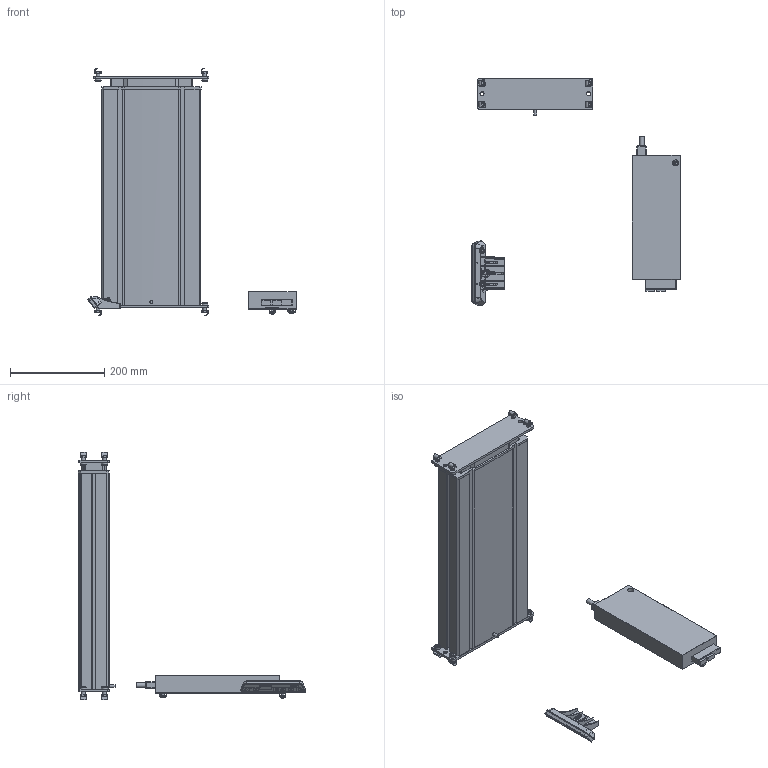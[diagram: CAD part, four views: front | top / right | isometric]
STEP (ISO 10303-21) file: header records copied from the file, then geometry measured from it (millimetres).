
FILE_DESCRIPTION(/* description */ ('ELS-300/490-3500-M-1 leitfähig'),/* implementation_level */ '2;1');
FILE_NAME(/* name */ '321420-1S.stp',/* time_stamp */ '2025-01-21T14:33:17+01:00',/* author */ ('herz'),/* organization */ ('MiniTec GmbH'),/* preprocessor_version */ 'ST-DEVELOPER v20',/* originating_system */ 'Autodesk Inventor 2025',/* authorisation */ '');
FILE_SCHEMA (('AUTOMOTIVE_DESIGN { 1 0 10303 214 3 1 1 }'));
Length unit declared in the file: millimetre
Products named in the file (15): MTW_1-00217491; MTW_1-00217469; FK-00310311; FK-00310312; FK-00310310; 21-1390-0FZ.001; MTW_1-00207857; MTW_1-00202724; FK-00310189; FK-00310188; MTW_1-00313944; leer; 21-1390-2FZ.002; leer_1; leer_2
Assembly tree (24 placements, depth 4):
  MTW_1-00217491
    MTW_1-00217469
      FK-00310311
      FK-00310312
      FK-00310310  x2
    21-1390-0FZ.001  x2
    MTW_1-00207857
      MTW_1-00202724
        FK-00310189
        FK-00310188
    MTW_1-00313944
    leer  x8
      21-1390-2FZ.002
      leer_1
    leer_2  x2
Bounding box: 441.68 x 480.82 x 523.2 mm (x, y, z)
Volume: 3210663.8 mm3; surface area: 1261735.9 mm2
Topology: 36 solids, 36 shells, 3555 faces, 9590 edges, 6345 vertices
Faces by surface type: plane 2043, cylinder 1138, torus 189, cone 85, bspline 82, sphere 18
Full cylindrical faces by diameter (mm): 0.05 x4, 2.5 x4, 3.2 x3, 4.134 x2, 4.6 x3, 4.8 x1, 5 x2, 5.8 x1, 6 x3, 6.4 x6, 6.647 x8, 6.8 x7, 8 x8, 8.5 x14, 10 x2, 11 x1, 12 x2, 13 x8
Entity records: 114411 total; most frequent: CARTESIAN_POINT 30737, ORIENTED_EDGE 17328, DIRECTION 16971, EDGE_CURVE 8664, LINE 5863, VECTOR 5863, VERTEX_POINT 5740, AXIS2_PLACEMENT_3D 5554
